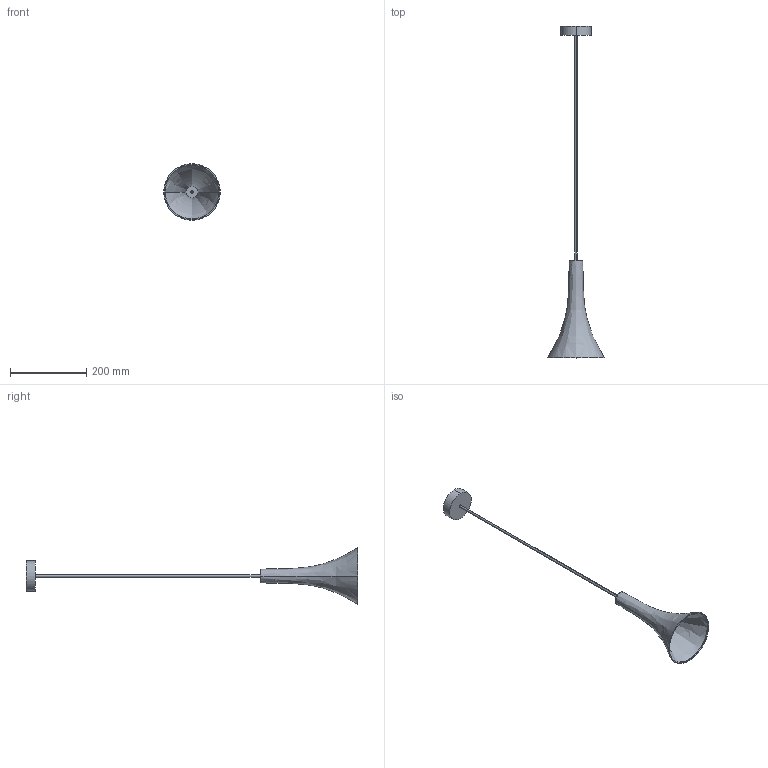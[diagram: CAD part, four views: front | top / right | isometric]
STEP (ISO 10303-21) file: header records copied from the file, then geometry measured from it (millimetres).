
FILE_DESCRIPTION (( 'STEP AP214' ), '1' );
FILE_NAME ('BLANCNOIR 2001 3D MODEL.STEP', '2016-10-20T12:01:11', ( 'Utente' ), ( '' ), 'SwSTEP 2.0', 'SolidWorks 2016', '' );
FILE_SCHEMA (( 'AUTOMOTIVE_DESIGN' ));
Length unit declared in the file: millimetre
Products named in the file (1): BLANCNOIR 2001 3D MODEL
Bounding box: 148.03 x 869.15 x 148.03 mm (x, y, z)
Volume: 241428.1 mm3; surface area: 135632.3 mm2
Topology: 1 solids, 1 shells, 24 faces, 46 edges, 28 vertices
Faces by surface type: cylinder 6, cone 6, plane 6, bspline 4, torus 2
Entity records: 1047 total; most frequent: CARTESIAN_POINT 311, DIRECTION 114, ORIENTED_EDGE 92, AXIS2_PLACEMENT_3D 51, EDGE_CURVE 46, CIRCLE 30, VERTEX_POINT 28, EDGE_LOOP 28
